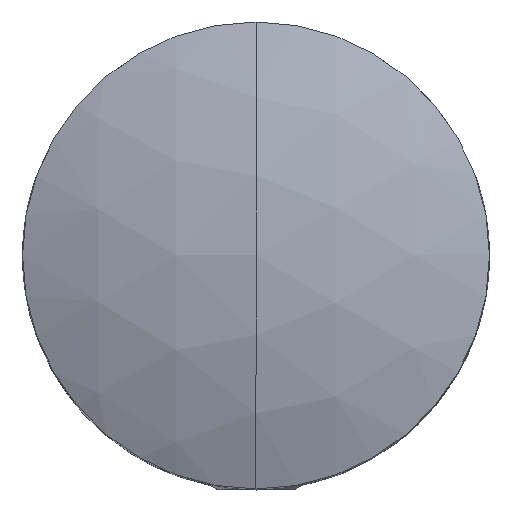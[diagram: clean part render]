
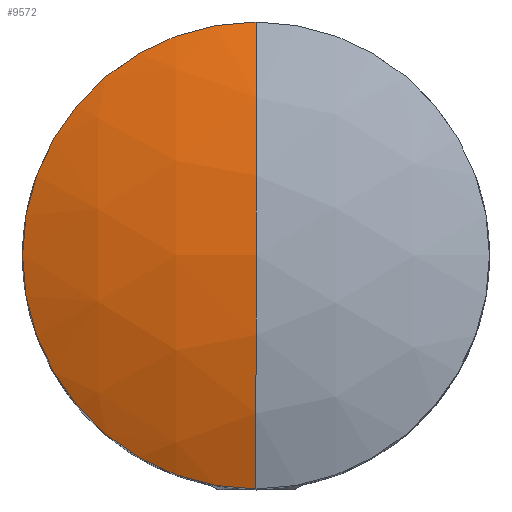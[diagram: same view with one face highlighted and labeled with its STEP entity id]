
A CAD part, top view. The second image highlights one B-rep face of the part: STEP entity #9572.
In plain terms, the highlighted spherical face has radius 28 mm.
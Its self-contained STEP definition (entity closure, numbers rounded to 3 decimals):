
#475 = CARTESIAN_POINT ( 'NONE',  ( 0., 0., -15. ) ) ;
#794 = DIRECTION ( 'NONE',  ( 0., 1., 0. ) ) ;
#1110 = EDGE_CURVE ( 'NONE', #10518, #13765, #12111, .T. ) ;
#1152 = DIRECTION ( 'NONE',  ( 1., 0., 0. ) ) ;
#1330 = CARTESIAN_POINT ( 'NONE',  ( 0., 0., -15. ) ) ;
#1707 = CARTESIAN_POINT ( 'NONE',  ( 0., 0., 13. ) ) ;
#2330 = AXIS2_PLACEMENT_3D ( 'NONE', #1330, #1152, #6443 ) ;
#2886 = DIRECTION ( 'NONE',  ( 0., -1., 0. ) ) ;
#4317 = VERTEX_POINT ( 'NONE', #1707 ) ;
#4736 = FACE_OUTER_BOUND ( 'NONE', #6824, .T. ) ;
#5234 = CIRCLE ( 'NONE', #2330, 28. ) ;
#5392 = EDGE_CURVE ( 'NONE', #10518, #4317, #5234, .T. ) ;
#5707 = DIRECTION ( 'NONE',  ( 0., 0., 1. ) ) ;
#5923 = CARTESIAN_POINT ( 'NONE',  ( 0., 0., -15. ) ) ;
#6443 = DIRECTION ( 'NONE',  ( 0., 0., -1. ) ) ;
#6721 = ORIENTED_EDGE ( 'NONE', *, *, #12599, .T. ) ;
#6824 = EDGE_LOOP ( 'NONE', ( #15047, #6721, #11322 ) ) ;
#6960 = AXIS2_PLACEMENT_3D ( 'NONE', #16351, #5707, #7003 ) ;
#7003 = DIRECTION ( 'NONE',  ( 0., -1., 0. ) ) ;
#7019 = AXIS2_PLACEMENT_3D ( 'NONE', #5923, #13467, #2886 ) ;
#7397 = SPHERICAL_SURFACE ( 'NONE', #13374, 28. ) ;
#8359 = CIRCLE ( 'NONE', #7019, 28. ) ;
#8725 = CARTESIAN_POINT ( 'NONE',  ( 0., -11., 10.749 ) ) ;
#9572 = ADVANCED_FACE ( 'NONE', ( #4736 ), #7397, .T. ) ;
#10518 = VERTEX_POINT ( 'NONE', #11500 ) ;
#11322 = ORIENTED_EDGE ( 'NONE', *, *, #5392, .F. ) ;
#11500 = CARTESIAN_POINT ( 'NONE',  ( 0., 11., 10.749 ) ) ;
#12111 = CIRCLE ( 'NONE', #6960, 11. ) ;
#12599 = EDGE_CURVE ( 'NONE', #13765, #4317, #8359, .T. ) ;
#13374 = AXIS2_PLACEMENT_3D ( 'NONE', #475, #15071, #794 ) ;
#13467 = DIRECTION ( 'NONE',  ( -1., 0., 0. ) ) ;
#13765 = VERTEX_POINT ( 'NONE', #8725 ) ;
#15047 = ORIENTED_EDGE ( 'NONE', *, *, #1110, .T. ) ;
#15071 = DIRECTION ( 'NONE',  ( -1., 0., 0. ) ) ;
#16351 = CARTESIAN_POINT ( 'NONE',  ( 0., 0., 10.749 ) ) ;
